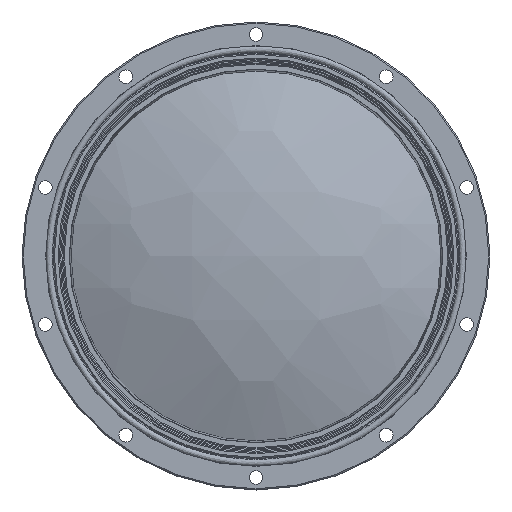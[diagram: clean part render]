
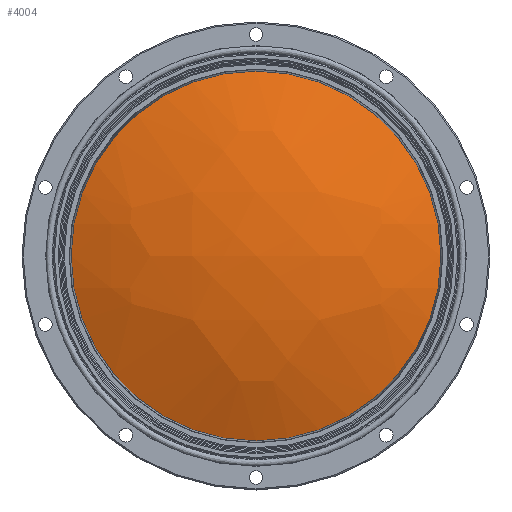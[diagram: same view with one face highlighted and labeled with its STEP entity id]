
A CAD part, top view. The second image highlights one B-rep face of the part: STEP entity #4004.
In plain terms, the highlighted free-form (B-spline) face has degree [3, 3] with [4, 4] control points.
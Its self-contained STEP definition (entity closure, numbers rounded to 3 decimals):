
#1159 = CARTESIAN_POINT ( 'NONE',  ( 68.661, 75.384, -30.492 ) ) ;
#4004 = ADVANCED_FACE ( 'NONE', ( #29894 ), #7693, .T. ) ;
#7693 =( BOUNDED_SURFACE ( )  B_SPLINE_SURFACE ( 3, 3, ( 
 ( #47904, #28728, #101870, #1159 ),
 ( #101282, #8964, #93490, #17969 ),
 ( #28119, #54528, #82119, #65882 ),
 ( #92297, #64108, #10157, #73707 ) ),
 .UNSPECIFIED., .F., .F., .F. ) 
 B_SPLINE_SURFACE_WITH_KNOTS ( ( 4, 4 ),
 ( 4, 4 ),
 ( 0., 1. ),
 ( 0., 1. ),
 .UNSPECIFIED. ) 
 GEOMETRIC_REPRESENTATION_ITEM ( )  RATIONAL_B_SPLINE_SURFACE ( (
 ( 1., 0.943, 0.943, 1.),
 ( 0.942, 0.888, 0.888, 0.942),
 ( 0.942, 0.888, 0.888, 0.942),
 ( 1., 0.943, 0.943, 1.) ) ) 
 REPRESENTATION_ITEM ( '' )  SURFACE ( )  );
#8964 = CARTESIAN_POINT ( 'NONE',  ( -27.666, 26.541, 11.489 ) ) ;
#10157 = CARTESIAN_POINT ( 'NONE',  ( 24.124, -75.703, -10.95 ) ) ;
#12504 = AXIS2_PLACEMENT_3D ( 'NONE', #86496, #22952, #59502 ) ;
#17969 = CARTESIAN_POINT ( 'NONE',  ( 77.434, 26.541, -10.655 ) ) ;
#22952 = DIRECTION ( 'NONE',  ( 0., 0., 1. ) ) ;
#23238 = VERTEX_POINT ( 'NONE', #89773 ) ;
#28119 = CARTESIAN_POINT ( 'NONE',  ( -77.801, -26.901, -10.872 ) ) ;
#28728 = CARTESIAN_POINT ( 'NONE',  ( -24.531, 75.384, -10.857 ) ) ;
#29894 = FACE_OUTER_BOUND ( 'NONE', #118293, .T. ) ;
#47904 = CARTESIAN_POINT ( 'NONE',  ( -69.004, 75.384, -30.644 ) ) ;
#54528 = CARTESIAN_POINT ( 'NONE',  ( -27.658, -26.901, 11.437 ) ) ;
#59502 = DIRECTION ( 'NONE',  ( 1., 0., 0. ) ) ;
#64108 = CARTESIAN_POINT ( 'NONE',  ( -24.511, -75.703, -11.003 ) ) ;
#65882 = CARTESIAN_POINT ( 'NONE',  ( 77.414, -26.901, -10.7 ) ) ;
#66884 = EDGE_CURVE ( 'NONE', #23238, #23238, #89099, .T. ) ;
#73707 = CARTESIAN_POINT ( 'NONE',  ( 68.603, -75.703, -30.621 ) ) ;
#73847 = ORIENTED_EDGE ( 'NONE', *, *, #66884, .T. ) ;
#82119 = CARTESIAN_POINT ( 'NONE',  ( 27.223, -26.901, 11.498 ) ) ;
#86496 = CARTESIAN_POINT ( 'NONE',  ( 0., 0., -15.502 ) ) ;
#89099 = CIRCLE ( 'NONE', #12504, 74.285 ) ;
#89773 = CARTESIAN_POINT ( 'NONE',  ( 74.285, 0., -15.502 ) ) ;
#92297 = CARTESIAN_POINT ( 'NONE',  ( -68.946, -75.703, -30.773 ) ) ;
#93490 = CARTESIAN_POINT ( 'NONE',  ( 27.23, 26.541, 11.549 ) ) ;
#101282 = CARTESIAN_POINT ( 'NONE',  ( -77.821, 26.541, -10.826 ) ) ;
#101870 = CARTESIAN_POINT ( 'NONE',  ( 24.145, 75.384, -10.803 ) ) ;
#118293 = EDGE_LOOP ( 'NONE', ( #73847 ) ) ;
